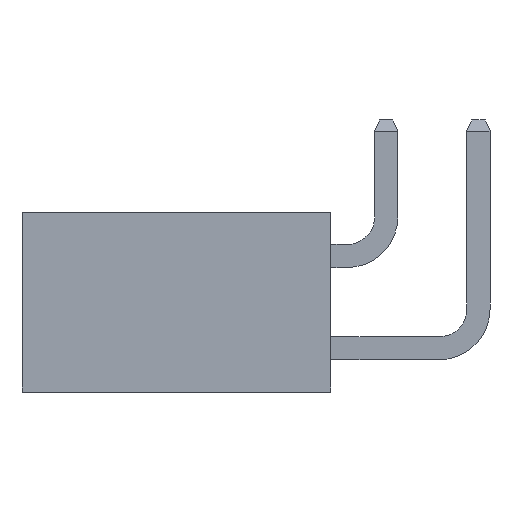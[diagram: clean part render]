
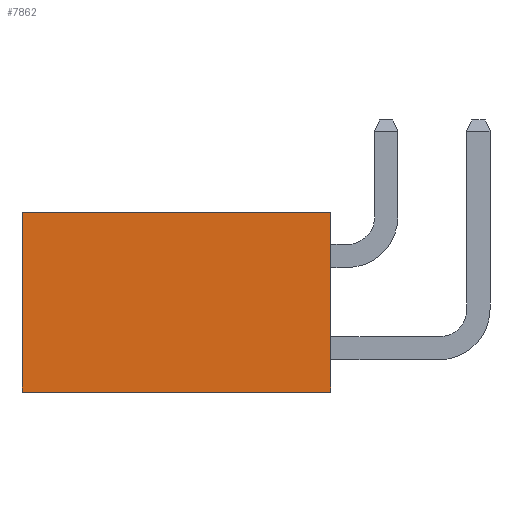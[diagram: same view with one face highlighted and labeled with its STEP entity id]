
A CAD part, left-side view. The second image highlights one B-rep face of the part: STEP entity #7862.
In plain terms, the highlighted planar face has unit normal (-1, 0, 0).
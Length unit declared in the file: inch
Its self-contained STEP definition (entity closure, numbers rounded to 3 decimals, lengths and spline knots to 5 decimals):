
#2067=ORIENTED_EDGE('',*,*,#3420,.T.);
#2068=ORIENTED_EDGE('',*,*,#3139,.F.);
#2069=ORIENTED_EDGE('',*,*,#3441,.F.);
#2070=ORIENTED_EDGE('',*,*,#3131,.T.);
#3131=EDGE_CURVE('',#3992,#3991,#4891,.T.);
#3139=EDGE_CURVE('',#3999,#4000,#4899,.T.);
#3420=EDGE_CURVE('',#3991,#4000,#5180,.T.);
#3441=EDGE_CURVE('',#3992,#3999,#5201,.T.);
#3991=VERTEX_POINT('',#11938);
#3992=VERTEX_POINT('',#11940);
#3999=VERTEX_POINT('',#11955);
#4000=VERTEX_POINT('',#11957);
#4891=LINE('',#11939,#5915);
#4899=LINE('',#11956,#5923);
#5180=LINE('',#12517,#6204);
#5201=LINE('',#12549,#6225);
#5915=VECTOR('',#9785,39.37008);
#5923=VECTOR('',#9795,39.37008);
#6204=VECTOR('',#10238,39.37008);
#6225=VECTOR('',#10281,39.37008);
#6626=EDGE_LOOP('',(#2067,#2068,#2069,#2070));
#7078=FACE_BOUND('',#6626,.T.);
#7470=PLANE('',#8361);
#7862=ADVANCED_FACE('',(#7078),#7470,.F.);
#8361=AXIS2_PLACEMENT_3D('',#12548,#10279,#10280);
#9785=DIRECTION('',(0.,-1.,0.));
#9795=DIRECTION('',(0.,-1.,0.));
#10238=DIRECTION('',(0.,0.,1.));
#10279=DIRECTION('',(1.,0.,0.));
#10280=DIRECTION('',(0.,0.,-1.));
#10281=DIRECTION('',(0.,0.,1.));
#11938=CARTESIAN_POINT('',(-0.51,0.,-0.0975));
#11939=CARTESIAN_POINT('',(-0.51,0.335,-0.0975));
#11940=CARTESIAN_POINT('',(-0.51,0.335,-0.0975));
#11955=CARTESIAN_POINT('',(-0.51,0.335,0.0975));
#11956=CARTESIAN_POINT('',(-0.51,0.335,0.0975));
#11957=CARTESIAN_POINT('',(-0.51,0.,0.0975));
#12517=CARTESIAN_POINT('',(-0.51,0.,-0.0975));
#12548=CARTESIAN_POINT('',(-0.51,0.335,-0.0975));
#12549=CARTESIAN_POINT('',(-0.51,0.335,-0.0975));
